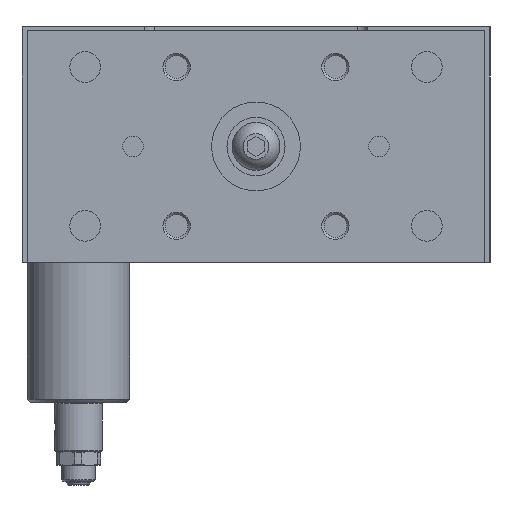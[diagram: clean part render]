
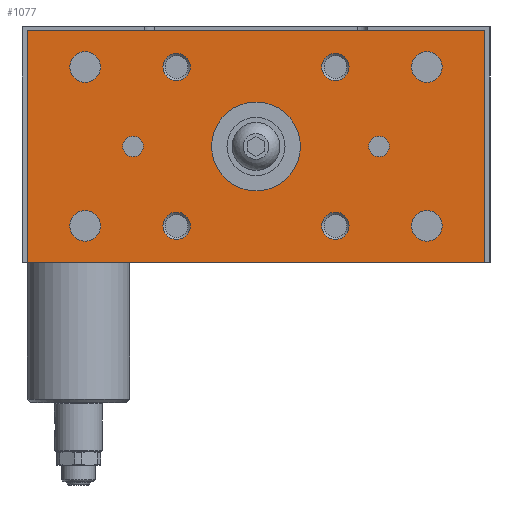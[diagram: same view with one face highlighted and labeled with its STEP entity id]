
A CAD part, left-side view. The second image highlights one B-rep face of the part: STEP entity #1077.
In plain terms, the highlighted planar face has unit normal (-1, 0, 0).
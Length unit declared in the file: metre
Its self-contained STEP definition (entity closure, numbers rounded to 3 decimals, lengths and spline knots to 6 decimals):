
#1077 = ADVANCED_FACE( '', ( #2489, #2490, #2491, #2492, #2493, #2494, #2495, #2496, #2497, #2498, #2499, #2500 ), #2501, .F. );
#2489 = FACE_BOUND( '', #4164, .T. );
#2490 = FACE_BOUND( '', #4165, .T. );
#2491 = FACE_BOUND( '', #4166, .T. );
#2492 = FACE_BOUND( '', #4167, .T. );
#2493 = FACE_BOUND( '', #4168, .T. );
#2494 = FACE_BOUND( '', #4169, .T. );
#2495 = FACE_BOUND( '', #4170, .T. );
#2496 = FACE_BOUND( '', #4171, .T. );
#2497 = FACE_BOUND( '', #4172, .T. );
#2498 = FACE_BOUND( '', #4173, .T. );
#2499 = FACE_BOUND( '', #4174, .T. );
#2500 = FACE_OUTER_BOUND( '', #4175, .T. );
#2501 = PLANE( '', #4176 );
#4164 = EDGE_LOOP( '', ( #6955 ) );
#4165 = EDGE_LOOP( '', ( #6956 ) );
#4166 = EDGE_LOOP( '', ( #6957 ) );
#4167 = EDGE_LOOP( '', ( #6958 ) );
#4168 = EDGE_LOOP( '', ( #6959 ) );
#4169 = EDGE_LOOP( '', ( #6960 ) );
#4170 = EDGE_LOOP( '', ( #6961 ) );
#4171 = EDGE_LOOP( '', ( #6962 ) );
#4172 = EDGE_LOOP( '', ( #6963 ) );
#4173 = EDGE_LOOP( '', ( #6964 ) );
#4174 = EDGE_LOOP( '', ( #6965 ) );
#4175 = EDGE_LOOP( '', ( #6966, #6967, #6968, #6969 ) );
#4176 = AXIS2_PLACEMENT_3D( '', #6970, #6971, #6972 );
#6955 = ORIENTED_EDGE( '', *, *, #8774, .T. );
#6956 = ORIENTED_EDGE( '', *, *, #8464, .T. );
#6957 = ORIENTED_EDGE( '', *, *, #8373, .F. );
#6958 = ORIENTED_EDGE( '', *, *, #8221, .F. );
#6959 = ORIENTED_EDGE( '', *, *, #8262, .T. );
#6960 = ORIENTED_EDGE( '', *, *, #8410, .F. );
#6961 = ORIENTED_EDGE( '', *, *, #8802, .T. );
#6962 = ORIENTED_EDGE( '', *, *, #9062, .T. );
#6963 = ORIENTED_EDGE( '', *, *, #8335, .F. );
#6964 = ORIENTED_EDGE( '', *, *, #8873, .F. );
#6965 = ORIENTED_EDGE( '', *, *, #8982, .T. );
#6966 = ORIENTED_EDGE( '', *, *, #8322, .T. );
#6967 = ORIENTED_EDGE( '', *, *, #9076, .T. );
#6968 = ORIENTED_EDGE( '', *, *, #8640, .T. );
#6969 = ORIENTED_EDGE( '', *, *, #8594, .T. );
#6970 = CARTESIAN_POINT( '', ( -0.027, -0.067, -0.069 ) );
#6971 = DIRECTION( '', ( 1., 0., 0. ) );
#6972 = DIRECTION( '', ( 0., 0., -1. ) );
#8221 = EDGE_CURVE( '', #9565, #9565, #9566, .T. );
#8262 = EDGE_CURVE( '', #9639, #9639, #9640, .T. );
#8322 = EDGE_CURVE( '', #9744, #9742, #9745, .T. );
#8335 = EDGE_CURVE( '', #9765, #9765, #9766, .T. );
#8373 = EDGE_CURVE( '', #9826, #9826, #9827, .T. );
#8410 = EDGE_CURVE( '', #9885, #9885, #9886, .T. );
#8464 = EDGE_CURVE( '', #9972, #9972, #9973, .T. );
#8594 = EDGE_CURVE( '', #10166, #9744, #10167, .T. );
#8640 = EDGE_CURVE( '', #10235, #10166, #10236, .T. );
#8774 = EDGE_CURVE( '', #10440, #10440, #10441, .T. );
#8802 = EDGE_CURVE( '', #10481, #10481, #10482, .T. );
#8873 = EDGE_CURVE( '', #10582, #10582, #10583, .T. );
#8982 = EDGE_CURVE( '', #10721, #10721, #10722, .T. );
#9062 = EDGE_CURVE( '', #10833, #10833, #10834, .T. );
#9076 = EDGE_CURVE( '', #9742, #10235, #10850, .T. );
#9565 = VERTEX_POINT( '', #11458 );
#9566 = CIRCLE( '', #11459, 0.004 );
#9639 = VERTEX_POINT( '', #11556 );
#9640 = CIRCLE( '', #11557, 0.004 );
#9742 = VERTEX_POINT( '', #11823 );
#9744 = VERTEX_POINT( '', #11826 );
#9745 = LINE( '', #11827, #11828 );
#9765 = VERTEX_POINT( '', #11849 );
#9766 = CIRCLE( '', #11850, 0.0045 );
#9826 = VERTEX_POINT( '', #11935 );
#9827 = CIRCLE( '', #11936, 0.004 );
#9885 = VERTEX_POINT( '', #12007 );
#9886 = CIRCLE( '', #12008, 0.003 );
#9972 = VERTEX_POINT( '', #12111 );
#9973 = CIRCLE( '', #12112, 0.004 );
#10166 = VERTEX_POINT( '', #12528 );
#10167 = LINE( '', #12529, #12530 );
#10235 = VERTEX_POINT( '', #12630 );
#10236 = LINE( '', #12631, #12632 );
#10440 = VERTEX_POINT( '', #13013 );
#10441 = CIRCLE( '', #13014, 0.013 );
#10481 = VERTEX_POINT( '', #13067 );
#10482 = CIRCLE( '', #13068, 0.003 );
#10582 = VERTEX_POINT( '', #13199 );
#10583 = CIRCLE( '', #13200, 0.0045 );
#10721 = VERTEX_POINT( '', #13600 );
#10722 = CIRCLE( '', #13601, 0.0045 );
#10833 = VERTEX_POINT( '', #13736 );
#10834 = CIRCLE( '', #13737, 0.0045 );
#10850 = LINE( '', #13765, #13766 );
#11458 = CARTESIAN_POINT( '', ( -0.027, -0.01925, -0.01175 ) );
#11459 = AXIS2_PLACEMENT_3D( '', #14316, #14317, #14318 );
#11556 = CARTESIAN_POINT( '', ( -0.027, 0.01925, -0.01175 ) );
#11557 = AXIS2_PLACEMENT_3D( '', #14367, #14368, #14369 );
#11823 = CARTESIAN_POINT( '', ( -0.027, -0.067, -0.001 ) );
#11826 = CARTESIAN_POINT( '', ( -0.027, -0.067, -0.069 ) );
#11827 = CARTESIAN_POINT( '', ( -0.027, -0.067, -0.069 ) );
#11828 = VECTOR( '', #14432, 1. );
#11849 = CARTESIAN_POINT( '', ( -0.027, 0.0545, -0.05825 ) );
#11850 = AXIS2_PLACEMENT_3D( '', #14455, #14456, #14457 );
#11935 = CARTESIAN_POINT( '', ( -0.027, 0.01925, -0.05825 ) );
#11936 = AXIS2_PLACEMENT_3D( '', #14503, #14504, #14505 );
#12007 = CARTESIAN_POINT( '', ( -0.027, -0.033, -0.035 ) );
#12008 = AXIS2_PLACEMENT_3D( '', #14558, #14559, #14560 );
#12111 = CARTESIAN_POINT( '', ( -0.027, -0.01925, -0.05825 ) );
#12112 = AXIS2_PLACEMENT_3D( '', #14635, #14636, #14637 );
#12528 = CARTESIAN_POINT( '', ( -0.027, 0.067, -0.069 ) );
#12529 = CARTESIAN_POINT( '', ( -0.027, 0.067, -0.069 ) );
#12530 = VECTOR( '', #14793, 1. );
#12630 = CARTESIAN_POINT( '', ( -0.027, 0.067, -0.001 ) );
#12631 = CARTESIAN_POINT( '', ( -0.027, 0.067, -0.001 ) );
#12632 = VECTOR( '', #14844, 1. );
#13013 = CARTESIAN_POINT( '', ( -0.027, -0.013, -0.035 ) );
#13014 = AXIS2_PLACEMENT_3D( '', #15017, #15018, #15019 );
#13067 = CARTESIAN_POINT( '', ( -0.027, 0.033, -0.035 ) );
#13068 = AXIS2_PLACEMENT_3D( '', #15054, #15055, #15056 );
#13199 = CARTESIAN_POINT( '', ( -0.027, -0.0545, -0.01175 ) );
#13200 = AXIS2_PLACEMENT_3D( '', #15141, #15142, #15143 );
#13600 = CARTESIAN_POINT( '', ( -0.027, 0.0545, -0.01175 ) );
#13601 = AXIS2_PLACEMENT_3D( '', #15253, #15254, #15255 );
#13736 = CARTESIAN_POINT( '', ( -0.027, -0.0545, -0.05825 ) );
#13737 = AXIS2_PLACEMENT_3D( '', #15343, #15344, #15345 );
#13765 = CARTESIAN_POINT( '', ( -0.027, -0.067, -0.001 ) );
#13766 = VECTOR( '', #15353, 1. );
#14316 = CARTESIAN_POINT( '', ( -0.027, -0.02325, -0.01175 ) );
#14317 = DIRECTION( '', ( -1., 0., 0. ) );
#14318 = DIRECTION( '', ( 0., 1., 0. ) );
#14367 = CARTESIAN_POINT( '', ( -0.027, 0.02325, -0.01175 ) );
#14368 = DIRECTION( '', ( 1., 0., 0. ) );
#14369 = DIRECTION( '', ( 0., -1., 0. ) );
#14432 = DIRECTION( '', ( 0., 0., 1. ) );
#14455 = CARTESIAN_POINT( '', ( -0.027, 0.05, -0.05825 ) );
#14456 = DIRECTION( '', ( -1., 0., 0. ) );
#14457 = DIRECTION( '', ( 0., 1., 0. ) );
#14503 = CARTESIAN_POINT( '', ( -0.027, 0.02325, -0.05825 ) );
#14504 = DIRECTION( '', ( -1., 0., 0. ) );
#14505 = DIRECTION( '', ( 0., -1., 0. ) );
#14558 = CARTESIAN_POINT( '', ( -0.027, -0.036, -0.035 ) );
#14559 = DIRECTION( '', ( -1., 0., 0. ) );
#14560 = DIRECTION( '', ( 0., 1., 0. ) );
#14635 = CARTESIAN_POINT( '', ( -0.027, -0.02325, -0.05825 ) );
#14636 = DIRECTION( '', ( 1., 0., 0. ) );
#14637 = DIRECTION( '', ( 0., 1., 0. ) );
#14793 = DIRECTION( '', ( 0., -1., 0. ) );
#14844 = DIRECTION( '', ( 0., 0., -1. ) );
#15017 = CARTESIAN_POINT( '', ( -0.027, 0., -0.035 ) );
#15018 = DIRECTION( '', ( 1., 0., 0. ) );
#15019 = DIRECTION( '', ( 0., -1., 0. ) );
#15054 = CARTESIAN_POINT( '', ( -0.027, 0.036, -0.035 ) );
#15055 = DIRECTION( '', ( 1., 0., 0. ) );
#15056 = DIRECTION( '', ( 0., -1., 0. ) );
#15141 = CARTESIAN_POINT( '', ( -0.027, -0.05, -0.01175 ) );
#15142 = DIRECTION( '', ( -1., 0., 0. ) );
#15143 = DIRECTION( '', ( 0., -1., 0. ) );
#15253 = CARTESIAN_POINT( '', ( -0.027, 0.05, -0.01175 ) );
#15254 = DIRECTION( '', ( 1., 0., 0. ) );
#15255 = DIRECTION( '', ( 0., 1., 0. ) );
#15343 = CARTESIAN_POINT( '', ( -0.027, -0.05, -0.05825 ) );
#15344 = DIRECTION( '', ( 1., 0., 0. ) );
#15345 = DIRECTION( '', ( 0., -1., 0. ) );
#15353 = DIRECTION( '', ( 0., 1., 0. ) );
